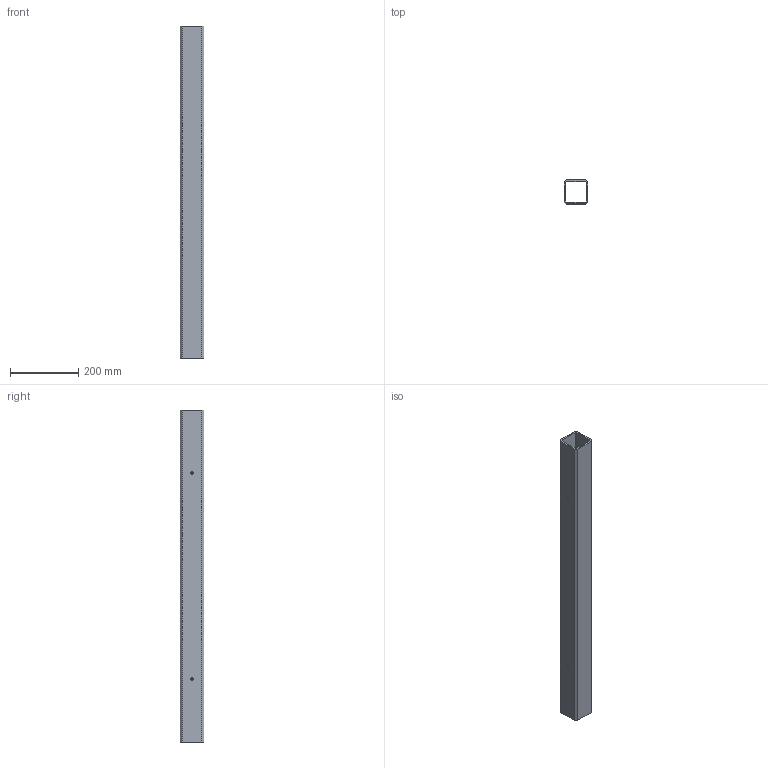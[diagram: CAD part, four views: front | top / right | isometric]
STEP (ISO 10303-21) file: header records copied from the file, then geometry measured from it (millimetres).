
FILE_DESCRIPTION(/* description */ ('STEP AP214'),/* implementation_level */ '2;1');
FILE_NAME(/* name */ '625b94ec8af6832b85561891',/* time_stamp */ '2022-04-17T04:17:48+00:00',/* author */ (''),/* organization */ (''),/* preprocessor_version */ 'ST-DEVELOPER v18.101',/* originating_system */ ' ',/* authorisation */ ' ');
FILE_SCHEMA (('AUTOMOTIVE_DESIGN {1 0 10303 214 3 1 1}'));
Length unit declared in the file: metre
Products named in the file (1): Part 414
Bounding box: 69.85 x 69.85 x 969.67 mm (x, y, z)
Volume: 1148084.1 mm3; surface area: 484884.3 mm2
Topology: 1 solids, 1 shells, 22 faces, 62 edges, 42 vertices
Faces by surface type: plane 18, cylinder 4
Full cylindrical faces by diameter (mm): 6.35 x4
Entity records: 722 total; most frequent: CARTESIAN_POINT 119, ORIENTED_EDGE 112, DIRECTION 110, EDGE_CURVE 56, LINE 48, VECTOR 48, VERTEX_POINT 40, EDGE_LOOP 36
